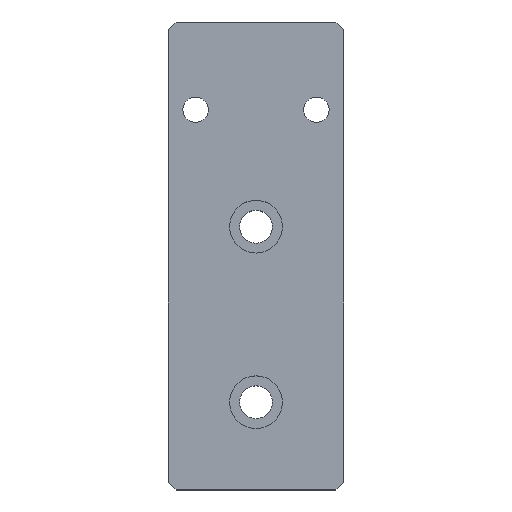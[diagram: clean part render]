
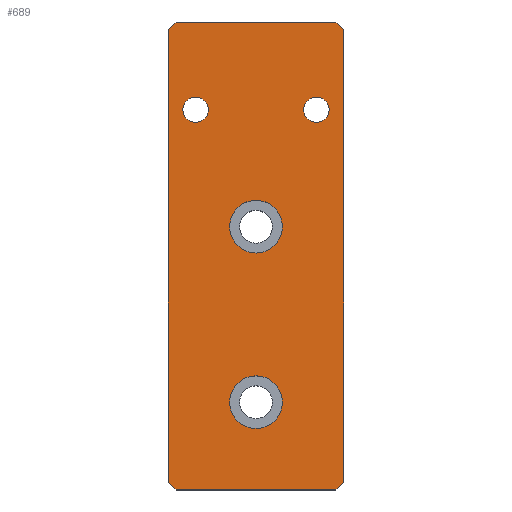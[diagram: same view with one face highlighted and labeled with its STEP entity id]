
A CAD part, top view. The second image highlights one B-rep face of the part: STEP entity #689.
In plain terms, the highlighted planar face has unit normal (0, 0, 1).
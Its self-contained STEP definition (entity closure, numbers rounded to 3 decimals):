
#73=CARTESIAN_POINT('',(43.,120.0,10.0));
#74=VERTEX_POINT('',#73);
#75=CARTESIAN_POINT('',(45.,118.0,10.0));
#76=VERTEX_POINT('',#75);
#77=CARTESIAN_POINT('',(43.,120.0,10.0));
#78=DIRECTION('',(0.707,-0.707,0.0));
#79=VECTOR('',#78,2.828);
#80=LINE('',#77,#79);
#81=EDGE_CURVE('',#74,#76,#80,.T.);
#122=CARTESIAN_POINT('',(2.,120.0,10.0));
#123=VERTEX_POINT('',#122);
#130=CARTESIAN_POINT('',(2.,120.0,10.0));
#131=DIRECTION('',(1.0,0.0,0.0));
#132=VECTOR('',#131,41.);
#133=LINE('',#130,#132);
#134=EDGE_CURVE('',#123,#74,#133,.T.);
#244=CARTESIAN_POINT('',(0.,118.0,10.0));
#245=VERTEX_POINT('',#244);
#246=CARTESIAN_POINT('',(0.,118.,10.0));
#247=DIRECTION('',(0.707,0.707,0.0));
#248=VECTOR('',#247,2.828);
#249=LINE('',#246,#248);
#250=EDGE_CURVE('',#245,#123,#249,.T.);
#270=CARTESIAN_POINT('',(0.,2.,10.0));
#271=VERTEX_POINT('',#270);
#278=CARTESIAN_POINT('',(0.,2.0,10.0));
#279=DIRECTION('',(0.0,1.0,0.0));
#280=VECTOR('',#279,116.0);
#281=LINE('',#278,#280);
#282=EDGE_CURVE('',#271,#245,#281,.T.);
#292=CARTESIAN_POINT('',(2.,0.0,10.0));
#293=VERTEX_POINT('',#292);
#294=CARTESIAN_POINT('',(2.,0.0,10.0));
#295=DIRECTION('',(-0.707,0.707,0.0));
#296=VECTOR('',#295,2.828);
#297=LINE('',#294,#296);
#298=EDGE_CURVE('',#293,#271,#297,.T.);
#318=CARTESIAN_POINT('',(43.0,0.0,10.0));
#319=VERTEX_POINT('',#318);
#326=CARTESIAN_POINT('',(43.0,0.0,10.0));
#327=DIRECTION('',(-1.0,0.0,0.0));
#328=VECTOR('',#327,41.0);
#329=LINE('',#326,#328);
#330=EDGE_CURVE('',#319,#293,#329,.T.);
#340=CARTESIAN_POINT('',(45.0,2.,10.0));
#341=VERTEX_POINT('',#340);
#342=CARTESIAN_POINT('',(45.,2.,10.0));
#343=DIRECTION('',(-0.707,-0.707,0.0));
#344=VECTOR('',#343,2.828);
#345=LINE('',#342,#344);
#346=EDGE_CURVE('',#341,#319,#345,.T.);
#413=CARTESIAN_POINT('',(29.25,67.5,10.0));
#414=VERTEX_POINT('',#413);
#415=CARTESIAN_POINT('',(22.5,67.5,10.0));
#416=DIRECTION('',(0.0,0.0,-1.0));
#417=DIRECTION('',(1.0,0.0,0.0));
#418=AXIS2_PLACEMENT_3D('',#415,#416,#417);
#419=CIRCLE('',#418,6.75);
#420=EDGE_CURVE('',#414,#414,#419,.T.);
#515=CARTESIAN_POINT('',(29.25,22.5,10.0));
#516=VERTEX_POINT('',#515);
#517=CARTESIAN_POINT('',(22.5,22.5,10.0));
#518=DIRECTION('',(0.0,0.0,-1.0));
#519=DIRECTION('',(1.0,0.0,0.0));
#520=AXIS2_PLACEMENT_3D('',#517,#518,#519);
#521=CIRCLE('',#520,6.75);
#522=EDGE_CURVE('',#516,#516,#521,.T.);
#592=CARTESIAN_POINT('',(41.25,97.5,10.0));
#593=VERTEX_POINT('',#592);
#594=CARTESIAN_POINT('',(38.,97.5,10.0));
#595=DIRECTION('',(0.0,0.0,-1.0));
#596=DIRECTION('',(1.0,0.0,0.0));
#597=AXIS2_PLACEMENT_3D('',#594,#595,#596);
#598=CIRCLE('',#597,3.25);
#599=EDGE_CURVE('',#593,#593,#598,.T.);
#633=CARTESIAN_POINT('',(10.25,97.5,10.0));
#634=VERTEX_POINT('',#633);
#635=CARTESIAN_POINT('',(7.,97.5,10.0));
#636=DIRECTION('',(0.0,0.0,-1.0));
#637=DIRECTION('',(1.0,0.0,0.0));
#638=AXIS2_PLACEMENT_3D('',#635,#636,#637);
#639=CIRCLE('',#638,3.25);
#640=EDGE_CURVE('',#634,#634,#639,.T.);
#651=CARTESIAN_POINT('',(45.,118.0,10.0));
#652=DIRECTION('',(0.0,-1.0,0.0));
#653=VECTOR('',#652,116.0);
#654=LINE('',#651,#653);
#655=EDGE_CURVE('',#76,#341,#654,.T.);
#662=CARTESIAN_POINT('',(22.5,60.0,10.0));
#663=DIRECTION('',(0.0,0.0,1.0));
#664=DIRECTION('',(1.0,0.0,0.0));
#665=AXIS2_PLACEMENT_3D('',#662,#663,#664);
#666=PLANE('',#665);
#667=ORIENTED_EDGE('',*,*,#81,.F.);
#668=ORIENTED_EDGE('',*,*,#134,.F.);
#669=ORIENTED_EDGE('',*,*,#250,.F.);
#670=ORIENTED_EDGE('',*,*,#282,.F.);
#671=ORIENTED_EDGE('',*,*,#298,.F.);
#672=ORIENTED_EDGE('',*,*,#330,.F.);
#673=ORIENTED_EDGE('',*,*,#346,.F.);
#674=ORIENTED_EDGE('',*,*,#655,.F.);
#675=EDGE_LOOP('',(#667,#668,#669,#670,#671,#672,#673,#674));
#676=FACE_OUTER_BOUND('',#675,.T.);
#677=ORIENTED_EDGE('',*,*,#420,.T.);
#678=EDGE_LOOP('',(#677));
#679=FACE_BOUND('',#678,.T.);
#680=ORIENTED_EDGE('',*,*,#522,.T.);
#681=EDGE_LOOP('',(#680));
#682=FACE_BOUND('',#681,.T.);
#683=ORIENTED_EDGE('',*,*,#599,.T.);
#684=EDGE_LOOP('',(#683));
#685=FACE_BOUND('',#684,.T.);
#686=ORIENTED_EDGE('',*,*,#640,.T.);
#687=EDGE_LOOP('',(#686));
#688=FACE_BOUND('',#687,.T.);
#689=ADVANCED_FACE('',(#676,#679,#682,#685,#688),#666,.T.);
